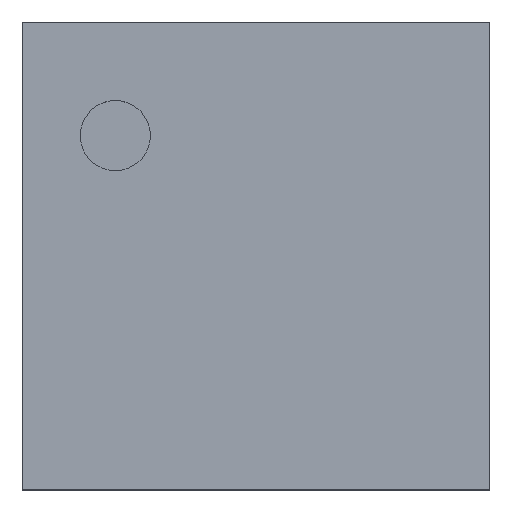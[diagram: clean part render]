
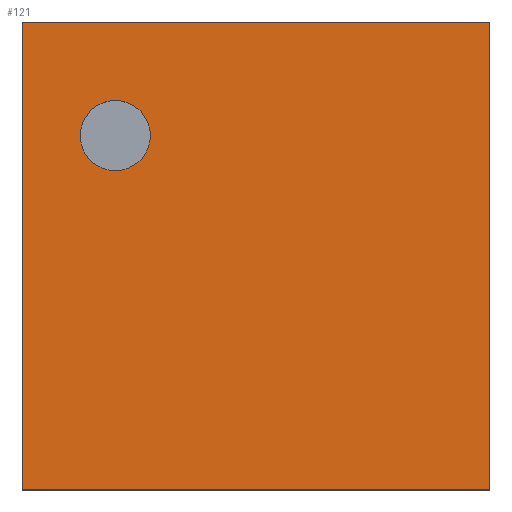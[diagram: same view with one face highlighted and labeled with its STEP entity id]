
A CAD part, top view. The second image highlights one B-rep face of the part: STEP entity #121.
In plain terms, the highlighted planar face has unit normal (0, 0, 1).
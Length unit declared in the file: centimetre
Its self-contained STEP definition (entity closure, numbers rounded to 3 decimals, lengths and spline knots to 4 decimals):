
#13=LINE($,#184,#25);
#14=LINE($,#186,#26);
#15=LINE($,#188,#27);
#16=LINE($,#189,#28);
#25=VECTOR($,#152,0.2);
#26=VECTOR($,#153,0.2);
#27=VECTOR($,#154,0.2);
#28=VECTOR($,#155,0.2);
#38=PLANE($,#134);
#45=FACE_BOUND($,#57,.T.);
#46=FACE_BOUND($,#58,.T.);
#57=EDGE_LOOP($,(#93));
#58=EDGE_LOOP($,(#94,#95,#96,#97));
#64=CIRCLE($,#131,0.015);
#66=VERTEX_POINT($,#176);
#68=VERTEX_POINT($,#182);
#69=VERTEX_POINT($,#183);
#70=VERTEX_POINT($,#185);
#71=VERTEX_POINT($,#187);
#76=EDGE_CURVE($,#66,#66,#64,.T.);
#78=EDGE_CURVE($,#68,#69,#13,.T.);
#79=EDGE_CURVE($,#69,#70,#14,.T.);
#80=EDGE_CURVE($,#70,#71,#15,.T.);
#81=EDGE_CURVE($,#71,#68,#16,.T.);
#93=ORIENTED_EDGE($,*,*,#76,.T.);
#94=ORIENTED_EDGE($,*,*,#78,.T.);
#95=ORIENTED_EDGE($,*,*,#79,.T.);
#96=ORIENTED_EDGE($,*,*,#80,.T.);
#97=ORIENTED_EDGE($,*,*,#81,.T.);
#121=ADVANCED_FACE($,(#45,#46),#38,.T.);
#131=AXIS2_PLACEMENT_3D($,#177,#144,#145);
#134=AXIS2_PLACEMENT_3D($,#181,#150,#151);
#144=DIRECTION('center_axis',(0.,0.,-1.));
#145=DIRECTION('ref_axis',(0.,1.,0.));
#150=DIRECTION('center_axis',(0.,0.,1.));
#151=DIRECTION('ref_axis',(1.,0.,0.));
#152=DIRECTION($,(0.,1.,0.));
#153=DIRECTION($,(-1.,0.,0.));
#154=DIRECTION($,(0.,-1.,0.));
#155=DIRECTION($,(1.,0.,0.));
#176=CARTESIAN_POINT('',(-0.0602,-0.0636,0.09));
#177=CARTESIAN_POINT('Origin',(-0.0602,-0.0486,
0.09));
#181=CARTESIAN_POINT('Origin',(0.,-0.1,0.09));
#182=CARTESIAN_POINT('',(0.1,-0.2,0.09));
#183=CARTESIAN_POINT('',(0.1,0.,0.09));
#184=CARTESIAN_POINT($,(0.1,-0.1,0.09));
#185=CARTESIAN_POINT('',(-0.1,0.,0.09));
#186=CARTESIAN_POINT($,(0.,0.,0.09));
#187=CARTESIAN_POINT('',(-0.1,-0.2,0.09));
#188=CARTESIAN_POINT($,(-0.1,-0.1,0.09));
#189=CARTESIAN_POINT($,(0.,-0.2,0.09));
